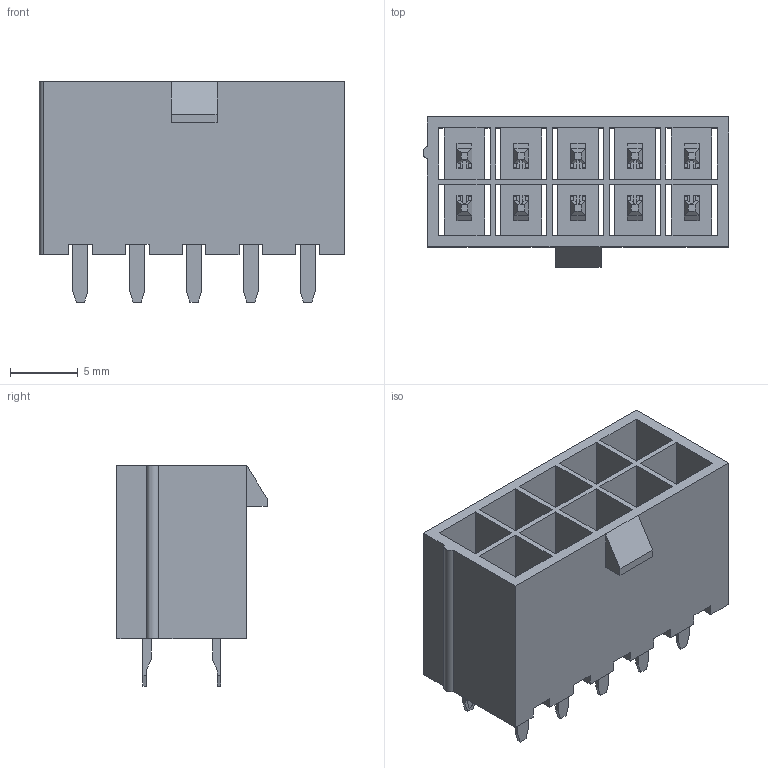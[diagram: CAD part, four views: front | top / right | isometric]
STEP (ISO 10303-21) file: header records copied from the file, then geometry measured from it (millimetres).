
FILE_DESCRIPTION( ( 'Unknown' ), '1' );
FILE_NAME( '64901021122.stp', 'Unknown', ( 'Unknown' ), ( 'Unknown' ), 'PSStep 14.0', 'Unknown', ' ' );
FILE_SCHEMA( ( 'AUTOMOTIVE_DESIGN { 1 0 10303 214 1 1 1 1 }' ) );
Length unit declared in the file: millimetre
Products named in the file (3): Assem1; 6490xx21122_PIN; 64901021122
Assembly tree (11 placements, depth 2):
  Assem1
    6490xx21122_PIN  x10
    64901021122
Bounding box: 22.6 x 11.1 x 16.3 mm (x, y, z)
Volume: 1250.3 mm3; surface area: 4069.8 mm2
Topology: 11 solids, 11 shells, 1023 faces, 3011 edges, 1980 vertices
Faces by surface type: plane 742, cylinder 281
Entity records: 13815 total; most frequent: ORIENTED_EDGE 2026, CARTESIAN_POINT 2012, DIRECTION 1737, EDGE_CURVE 1013, LINE 955, VECTOR 955, VERTEX_POINT 666, AXIS2_PLACEMENT_3D 391
